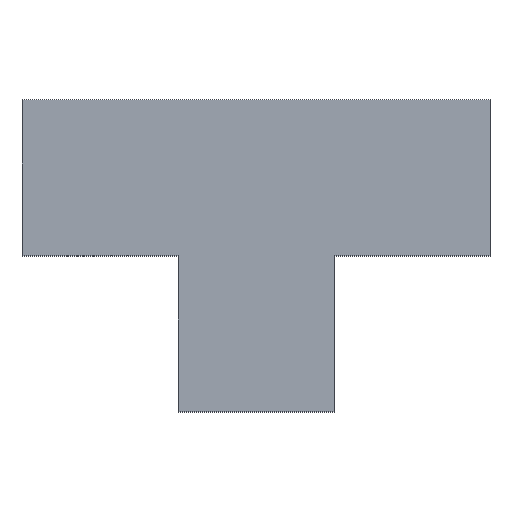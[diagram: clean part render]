
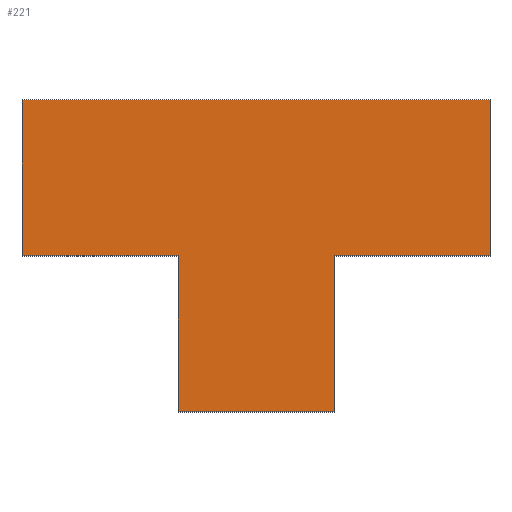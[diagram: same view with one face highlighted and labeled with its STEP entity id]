
A CAD part, top view. The second image highlights one B-rep face of the part: STEP entity #221.
In plain terms, the highlighted planar face has unit normal (0, 0, 1).
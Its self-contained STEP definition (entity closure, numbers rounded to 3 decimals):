
#4 = VECTOR ( 'NONE', #119, 1000. ) ;
#9 = ORIENTED_EDGE ( 'NONE', *, *, #196, .T. ) ;
#14 = VECTOR ( 'NONE', #233, 1000. ) ;
#15 = VERTEX_POINT ( 'NONE', #132 ) ;
#18 = VECTOR ( 'NONE', #277, 1000. ) ;
#19 = LINE ( 'NONE', #120, #232 ) ;
#28 = VECTOR ( 'NONE', #53, 1000. ) ;
#32 = DIRECTION ( 'NONE',  ( 1., 0., 0. ) ) ;
#36 = LINE ( 'NONE', #139, #14 ) ;
#39 = VERTEX_POINT ( 'NONE', #204 ) ;
#44 = LINE ( 'NONE', #95, #286 ) ;
#49 = CARTESIAN_POINT ( 'NONE',  ( -0.45, -0.15, 0.45 ) ) ;
#50 = ORIENTED_EDGE ( 'NONE', *, *, #222, .F. ) ;
#53 = DIRECTION ( 'NONE',  ( 1., 0., 0. ) ) ;
#60 = ORIENTED_EDGE ( 'NONE', *, *, #271, .T. ) ;
#66 = CARTESIAN_POINT ( 'NONE',  ( 0., 0., 0.45 ) ) ;
#71 = EDGE_CURVE ( 'NONE', #278, #310, #36, .T. ) ;
#72 = LINE ( 'NONE', #220, #4 ) ;
#78 = CARTESIAN_POINT ( 'NONE',  ( -0.15, -0.45, 0.45 ) ) ;
#91 = AXIS2_PLACEMENT_3D ( 'NONE', #66, #169, #124 ) ;
#92 = ORIENTED_EDGE ( 'NONE', *, *, #244, .T. ) ;
#95 = CARTESIAN_POINT ( 'NONE',  ( -0.45, 0.15, 0.45 ) ) ;
#96 = LINE ( 'NONE', #265, #194 ) ;
#99 = DIRECTION ( 'NONE',  ( 0., -1., 0. ) ) ;
#110 = FACE_OUTER_BOUND ( 'NONE', #141, .T. ) ;
#119 = DIRECTION ( 'NONE',  ( 1., 0., 0. ) ) ;
#120 = CARTESIAN_POINT ( 'NONE',  ( -0.45, -0.15, 0.45 ) ) ;
#122 = DIRECTION ( 'NONE',  ( 1., 0., 0. ) ) ;
#124 = DIRECTION ( 'NONE',  ( -1., 0., 0. ) ) ;
#132 = CARTESIAN_POINT ( 'NONE',  ( -0.15, -0.15, 0.45 ) ) ;
#134 = ORIENTED_EDGE ( 'NONE', *, *, #71, .F. ) ;
#139 = CARTESIAN_POINT ( 'NONE',  ( 0.45, 0.15, 0.45 ) ) ;
#141 = EDGE_LOOP ( 'NONE', ( #50, #190, #134, #280, #60, #9, #210, #92 ) ) ;
#156 = CARTESIAN_POINT ( 'NONE',  ( 0.15, -0.45, 0.45 ) ) ;
#169 = DIRECTION ( 'NONE',  ( 0., 0., -1. ) ) ;
#172 = EDGE_CURVE ( 'NONE', #15, #192, #302, .T. ) ;
#177 = LINE ( 'NONE', #49, #28 ) ;
#181 = CARTESIAN_POINT ( 'NONE',  ( -0.15, 0., 0.45 ) ) ;
#190 = ORIENTED_EDGE ( 'NONE', *, *, #291, .T. ) ;
#191 = PLANE ( 'NONE',  #91 ) ;
#192 = VERTEX_POINT ( 'NONE', #78 ) ;
#193 = DIRECTION ( 'NONE',  ( 0., -1., 0. ) ) ;
#194 = VECTOR ( 'NONE', #99, 1000. ) ;
#195 = CARTESIAN_POINT ( 'NONE',  ( 0.15, -0.15, 0.45 ) ) ;
#196 = EDGE_CURVE ( 'NONE', #39, #15, #177, .T. ) ;
#200 = CARTESIAN_POINT ( 'NONE',  ( -0.45, 0.15, 0.45 ) ) ;
#201 = VERTEX_POINT ( 'NONE', #156 ) ;
#204 = CARTESIAN_POINT ( 'NONE',  ( -0.45, -0.15, 0.45 ) ) ;
#210 = ORIENTED_EDGE ( 'NONE', *, *, #172, .T. ) ;
#212 = EDGE_CURVE ( 'NONE', #236, #278, #299, .T. ) ;
#220 = CARTESIAN_POINT ( 'NONE',  ( -0.15, -0.45, 0.45 ) ) ;
#221 = ADVANCED_FACE ( 'NONE', ( #110 ), #191, .F. ) ;
#222 = EDGE_CURVE ( 'NONE', #254, #201, #96, .T. ) ;
#232 = VECTOR ( 'NONE', #122, 1000. ) ;
#233 = DIRECTION ( 'NONE',  ( 0., -1., 0. ) ) ;
#236 = VERTEX_POINT ( 'NONE', #258 ) ;
#244 = EDGE_CURVE ( 'NONE', #192, #201, #72, .T. ) ;
#254 = VERTEX_POINT ( 'NONE', #195 ) ;
#258 = CARTESIAN_POINT ( 'NONE',  ( -0.45, 0.15, 0.45 ) ) ;
#265 = CARTESIAN_POINT ( 'NONE',  ( 0.15, 0., 0.45 ) ) ;
#271 = EDGE_CURVE ( 'NONE', #236, #39, #44, .T. ) ;
#277 = DIRECTION ( 'NONE',  ( 0., -1., 0. ) ) ;
#278 = VERTEX_POINT ( 'NONE', #314 ) ;
#280 = ORIENTED_EDGE ( 'NONE', *, *, #212, .F. ) ;
#286 = VECTOR ( 'NONE', #193, 1000. ) ;
#291 = EDGE_CURVE ( 'NONE', #254, #310, #19, .T. ) ;
#299 = LINE ( 'NONE', #200, #303 ) ;
#302 = LINE ( 'NONE', #181, #18 ) ;
#303 = VECTOR ( 'NONE', #32, 1000. ) ;
#310 = VERTEX_POINT ( 'NONE', #312 ) ;
#312 = CARTESIAN_POINT ( 'NONE',  ( 0.45, -0.15, 0.45 ) ) ;
#314 = CARTESIAN_POINT ( 'NONE',  ( 0.45, 0.15, 0.45 ) ) ;
